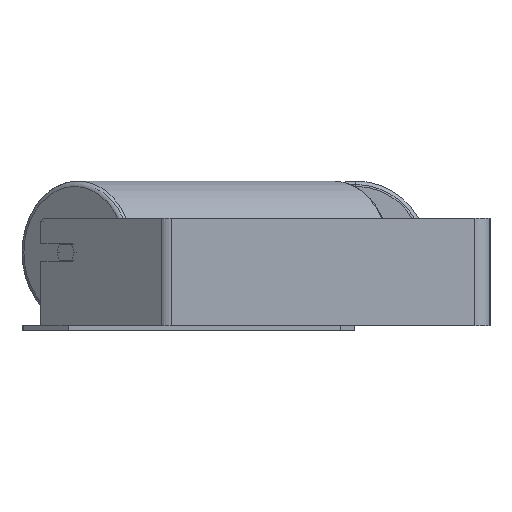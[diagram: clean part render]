
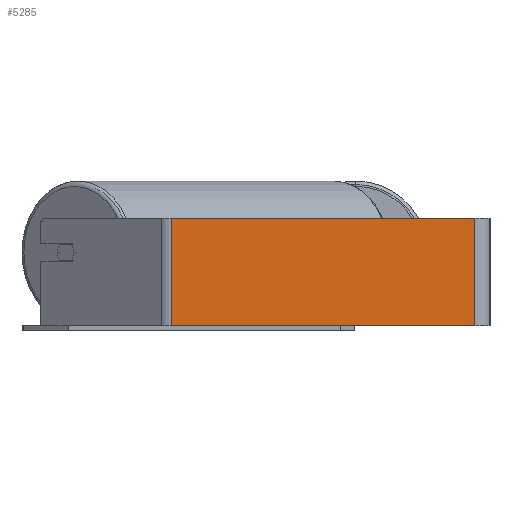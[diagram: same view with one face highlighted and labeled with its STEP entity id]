
A CAD part, left-side view. The second image highlights one B-rep face of the part: STEP entity #5285.
In plain terms, the highlighted planar face has unit normal (-1, 0, 0).
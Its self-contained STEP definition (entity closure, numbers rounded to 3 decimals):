
#107 = ORIENTED_EDGE ( 'NONE', *, *, #3267, .T. ) ;
#824 = VERTEX_POINT ( 'NONE', #1731 ) ;
#969 = CARTESIAN_POINT ( 'NONE',  ( -620., 301.653, 50. ) ) ;
#1033 = ORIENTED_EDGE ( 'NONE', *, *, #6867, .F. ) ;
#1111 = DIRECTION ( 'NONE',  ( 1., 0., 0. ) ) ;
#1205 = DIRECTION ( 'NONE',  ( 0., 0., -1. ) ) ;
#1466 = CARTESIAN_POINT ( 'NONE',  ( -620., 14., 50. ) ) ;
#1657 = LINE ( 'NONE', #969, #8922 ) ;
#1731 = CARTESIAN_POINT ( 'NONE',  ( -620., 296.557, 50. ) ) ;
#1824 = CARTESIAN_POINT ( 'NONE',  ( -620., 14., -50. ) ) ;
#1863 = CARTESIAN_POINT ( 'NONE',  ( -620., 296.557, 50. ) ) ;
#1939 = CARTESIAN_POINT ( 'NONE',  ( -620., 301.653, 50. ) ) ;
#2168 = EDGE_LOOP ( 'NONE', ( #3249, #1033, #3642, #107 ) ) ;
#2172 = VERTEX_POINT ( 'NONE', #6635 ) ;
#2209 = CARTESIAN_POINT ( 'NONE',  ( -620., 14., 50. ) ) ;
#2887 = VECTOR ( 'NONE', #5613, 1000. ) ;
#3249 = ORIENTED_EDGE ( 'NONE', *, *, #3354, .T. ) ;
#3267 = EDGE_CURVE ( 'NONE', #824, #2172, #3960, .T. ) ;
#3354 = EDGE_CURVE ( 'NONE', #2172, #4915, #7630, .T. ) ;
#3642 = ORIENTED_EDGE ( 'NONE', *, *, #5681, .F. ) ;
#3650 = AXIS2_PLACEMENT_3D ( 'NONE', #1939, #1111, #1205 ) ;
#3754 = DIRECTION ( 'NONE',  ( 0., -1., 0. ) ) ;
#3960 = LINE ( 'NONE', #1863, #8298 ) ;
#4795 = DIRECTION ( 'NONE',  ( 0., 0., -1. ) ) ;
#4915 = VERTEX_POINT ( 'NONE', #1824 ) ;
#4951 = LINE ( 'NONE', #2209, #6291 ) ;
#5149 = FACE_OUTER_BOUND ( 'NONE', #2168, .T. ) ;
#5285 = ADVANCED_FACE ( 'NONE', ( #5149 ), #7940, .F. ) ;
#5613 = DIRECTION ( 'NONE',  ( 0., -1., 0. ) ) ;
#5681 = EDGE_CURVE ( 'NONE', #824, #6868, #1657, .T. ) ;
#6291 = VECTOR ( 'NONE', #6954, 1000. ) ;
#6635 = CARTESIAN_POINT ( 'NONE',  ( -620., 296.557, -50. ) ) ;
#6867 = EDGE_CURVE ( 'NONE', #6868, #4915, #4951, .T. ) ;
#6868 = VERTEX_POINT ( 'NONE', #1466 ) ;
#6954 = DIRECTION ( 'NONE',  ( 0., 0., -1. ) ) ;
#7630 = LINE ( 'NONE', #8414, #2887 ) ;
#7940 = PLANE ( 'NONE',  #3650 ) ;
#8298 = VECTOR ( 'NONE', #4795, 1000. ) ;
#8414 = CARTESIAN_POINT ( 'NONE',  ( -620., 301.653, -50. ) ) ;
#8922 = VECTOR ( 'NONE', #3754, 1000. ) ;
